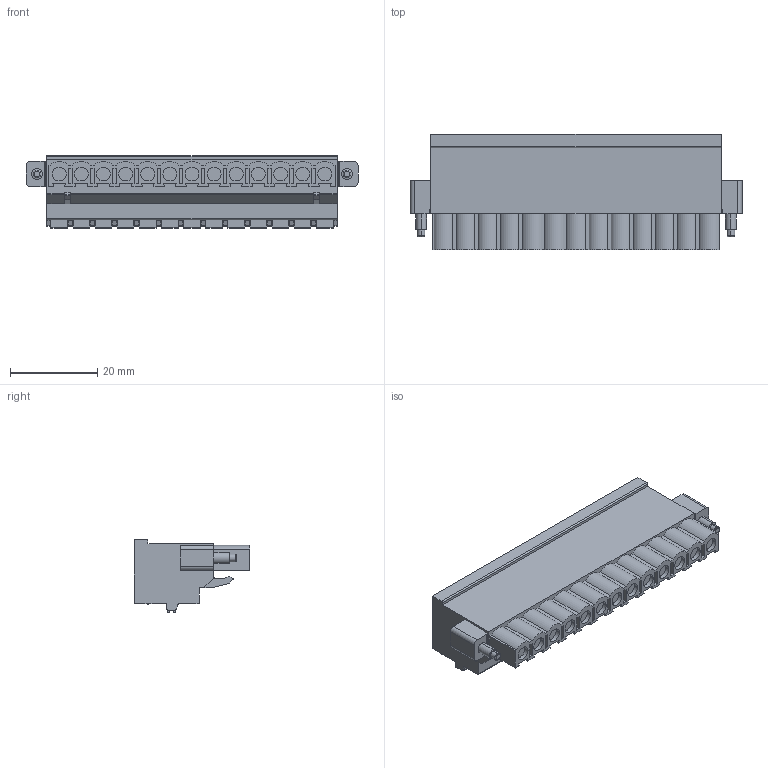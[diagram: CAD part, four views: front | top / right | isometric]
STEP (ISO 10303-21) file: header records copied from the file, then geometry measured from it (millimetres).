
FILE_DESCRIPTION((''),'2;1');
FILE_NAME('3333','2024-09-27T13:38:20',('tluser'),(''),'CREO PARAMETRIC BY PTC INC, 2018100','CREO PARAMETRIC BY PTC INC, 2018100','');
FILE_SCHEMA(('CONFIG_CONTROL_DESIGN'));
Length unit declared in the file: millimetre
Products named in the file (1): 3333
Bounding box: 76.2 x 26.6 x 16.71 mm (x, y, z)
Volume: 18750.1 mm3; surface area: 8083.3 mm2
Topology: 1 solids, 1 shells, 794 faces, 2043 edges, 1358 vertices
Faces by surface type: plane 528, cylinder 258, cone 4, torus 4
Entity records: 24161 total; most frequent: CARTESIAN_POINT 4195, DIRECTION 4163, ORIENTED_EDGE 4086, EDGE_CURVE 2043, VECTOR 1511, LINE 1511, VERTEX_POINT 1358, AXIS2_PLACEMENT_3D 1326
